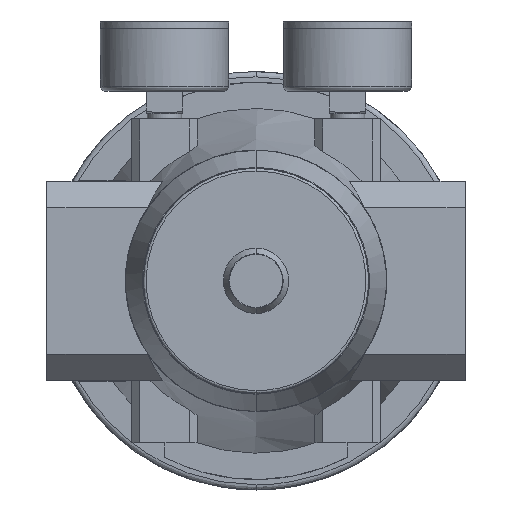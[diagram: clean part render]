
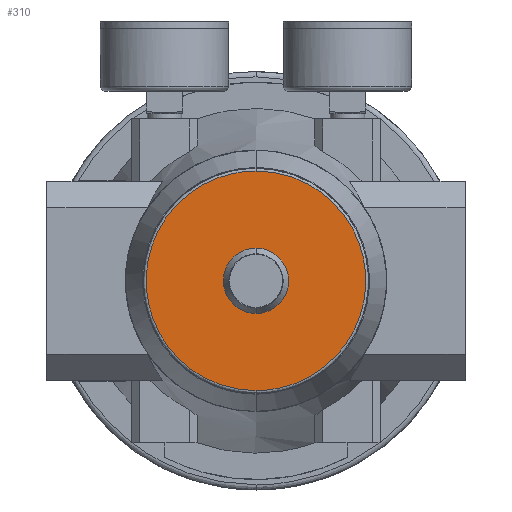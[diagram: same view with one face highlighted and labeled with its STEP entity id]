
A CAD part, front view. The second image highlights one B-rep face of the part: STEP entity #310.
In plain terms, the highlighted planar face has unit normal (0, -1, 0).
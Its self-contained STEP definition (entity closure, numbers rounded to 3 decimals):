
#65=FACE_BOUND('',#1022,.T.);
#310=ADVANCED_FACE('',(#650,#65),#5319,.T.);
#650=FACE_OUTER_BOUND('',#1021,.T.);
#1021=EDGE_LOOP('',(#2344,#2345));
#1022=EDGE_LOOP('',(#2346,#2347));
#2344=ORIENTED_EDGE('',*,*,#3473,.F.);
#2345=ORIENTED_EDGE('',*,*,#3472,.F.);
#2346=ORIENTED_EDGE('',*,*,#3468,.F.);
#2347=ORIENTED_EDGE('',*,*,#3469,.F.);
#3468=EDGE_CURVE('',#4981,#4982,#3841,.T.);
#3469=EDGE_CURVE('',#4982,#4981,#3842,.T.);
#3472=EDGE_CURVE('',#4984,#4983,#3844,.T.);
#3473=EDGE_CURVE('',#4983,#4984,#3845,.T.);
#3841=(
BOUNDED_CURVE()
B_SPLINE_CURVE(2,(#12278,#12279,#12280,#12281,#12282),.UNSPECIFIED.,.F.,
 .F.)
B_SPLINE_CURVE_WITH_KNOTS((3,2,3),(0.,19.635,39.27),
 .UNSPECIFIED.)
CURVE()
GEOMETRIC_REPRESENTATION_ITEM()
RATIONAL_B_SPLINE_CURVE((1.,0.707,1.,0.707,1.))
REPRESENTATION_ITEM('')
);
#3842=(
BOUNDED_CURVE()
B_SPLINE_CURVE(2,(#12283,#12284,#12285,#12286,#12287),.UNSPECIFIED.,.F.,
 .F.)
B_SPLINE_CURVE_WITH_KNOTS((3,2,3),(39.27,58.905,78.54),
 .UNSPECIFIED.)
CURVE()
GEOMETRIC_REPRESENTATION_ITEM()
RATIONAL_B_SPLINE_CURVE((1.,0.707,1.,0.707,1.))
REPRESENTATION_ITEM('')
);
#3844=(
BOUNDED_CURVE()
B_SPLINE_CURVE(2,(#12293,#12294,#12295,#12296,#12297),.UNSPECIFIED.,.F.,
 .F.)
B_SPLINE_CURVE_WITH_KNOTS((3,2,3),(-263.894,-197.92,
-131.947),.UNSPECIFIED.)
CURVE()
GEOMETRIC_REPRESENTATION_ITEM()
RATIONAL_B_SPLINE_CURVE((1.,0.707,1.,0.707,1.))
REPRESENTATION_ITEM('')
);
#3845=(
BOUNDED_CURVE()
B_SPLINE_CURVE(2,(#12298,#12299,#12300,#12301,#12302),.UNSPECIFIED.,.F.,
 .F.)
B_SPLINE_CURVE_WITH_KNOTS((3,2,3),(-131.947,-65.973,
0.),.UNSPECIFIED.)
CURVE()
GEOMETRIC_REPRESENTATION_ITEM()
RATIONAL_B_SPLINE_CURVE((1.,0.707,1.,0.707,1.))
REPRESENTATION_ITEM('')
);
#4981=VERTEX_POINT('',#10139);
#4982=VERTEX_POINT('',#10140);
#4983=VERTEX_POINT('',#10141);
#4984=VERTEX_POINT('',#10142);
#5319=PLANE('',#5890);
#5890=AXIS2_PLACEMENT_3D('',#8585,#6119,$);
#6119=DIRECTION('',(0.,-1.,0.));
#8585=CARTESIAN_POINT('',(-50.412,-89.,-50.412));
#10139=CARTESIAN_POINT('',(0.,-89.,-12.5));
#10140=CARTESIAN_POINT('',(0.,-89.,12.5));
#10141=CARTESIAN_POINT('',(0.,-89.,42.));
#10142=CARTESIAN_POINT('',(0.,-89.,-42.));
#12278=CARTESIAN_POINT('',(0.,-89.,-12.5));
#12279=CARTESIAN_POINT('',(12.5,-89.,-12.5));
#12280=CARTESIAN_POINT('',(12.5,-89.,0.));
#12281=CARTESIAN_POINT('',(12.5,-89.,12.5));
#12282=CARTESIAN_POINT('',(0.,-89.,12.5));
#12283=CARTESIAN_POINT('',(0.,-89.,12.5));
#12284=CARTESIAN_POINT('',(-12.5,-89.,12.5));
#12285=CARTESIAN_POINT('',(-12.5,-89.,0.));
#12286=CARTESIAN_POINT('',(-12.5,-89.,-12.5));
#12287=CARTESIAN_POINT('',(0.,-89.,-12.5));
#12293=CARTESIAN_POINT('',(0.,-89.,-42.));
#12294=CARTESIAN_POINT('',(-42.,-89.,-42.));
#12295=CARTESIAN_POINT('',(-42.,-89.,0.));
#12296=CARTESIAN_POINT('',(-42.,-89.,42.));
#12297=CARTESIAN_POINT('',(0.,-89.,42.));
#12298=CARTESIAN_POINT('',(0.,-89.,42.));
#12299=CARTESIAN_POINT('',(42.,-89.,42.));
#12300=CARTESIAN_POINT('',(42.,-89.,0.));
#12301=CARTESIAN_POINT('',(42.,-89.,-42.));
#12302=CARTESIAN_POINT('',(0.,-89.,-42.));
